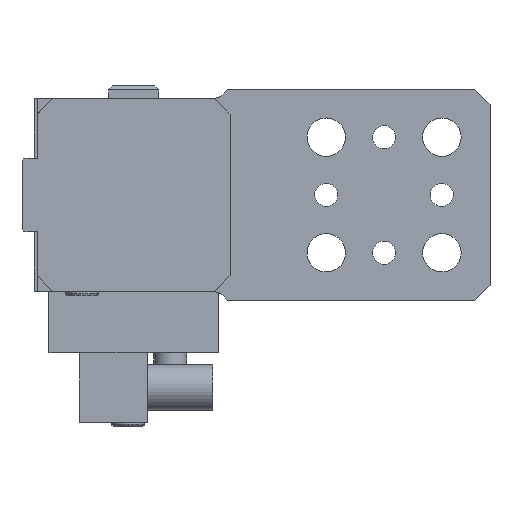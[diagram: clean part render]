
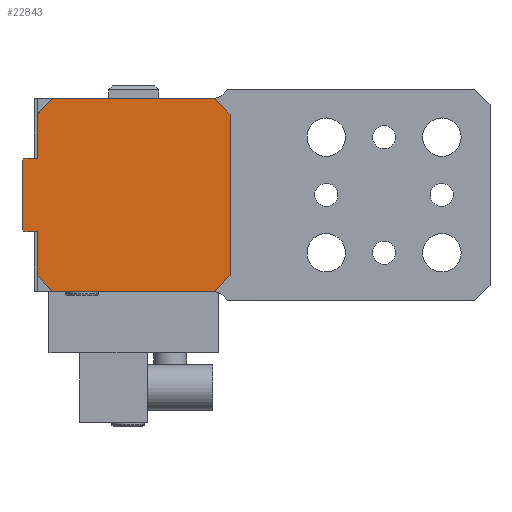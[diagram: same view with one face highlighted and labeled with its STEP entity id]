
A CAD part, left-side view. The second image highlights one B-rep face of the part: STEP entity #22843.
In plain terms, the highlighted planar face has unit normal (-1, 0, 0).
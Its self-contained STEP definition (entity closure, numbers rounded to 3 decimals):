
#22750=AXIS2_PLACEMENT_3D('Plane Axis2P3D',#22747,#22748,#22749) ;
#22507=CARTESIAN_POINT('Vertex',(-118.,44.,9.)) ;
#22523=CARTESIAN_POINT('Vertex',(-118.,44.,-9.)) ;
#22526=CARTESIAN_POINT('Line Origine',(-118.,44.,0.)) ;
#22579=CARTESIAN_POINT('Line Origine',(-118.,43.75,9.25)) ;
#22583=CARTESIAN_POINT('Vertex',(-118.,43.5,9.5)) ;
#22725=CARTESIAN_POINT('Vertex',(-118.,43.5,-9.5)) ;
#22728=CARTESIAN_POINT('Line Origine',(-118.,43.75,-9.25)) ;
#22747=CARTESIAN_POINT('Axis2P3D Location',(-118.,15.,0.)) ;
#22752=CARTESIAN_POINT('Line Origine',(-118.,41.75,-9.5)) ;
#22756=CARTESIAN_POINT('Vertex',(-118.,40.,-9.5)) ;
#22759=CARTESIAN_POINT('Line Origine',(-118.,40.,-15.25)) ;
#22763=CARTESIAN_POINT('Vertex',(-118.,40.,-21.)) ;
#22766=CARTESIAN_POINT('Line Origine',(-118.,38.,-23.)) ;
#22770=CARTESIAN_POINT('Vertex',(-118.,36.,-25.)) ;
#22773=CARTESIAN_POINT('Line Origine',(-118.,15.,-25.)) ;
#22777=CARTESIAN_POINT('Vertex',(-118.,-6.,-25.)) ;
#22780=CARTESIAN_POINT('Line Origine',(-118.,-8.,-23.)) ;
#22784=CARTESIAN_POINT('Vertex',(-118.,-10.,-21.)) ;
#22787=CARTESIAN_POINT('Line Origine',(-118.,-10.,0.)) ;
#22791=CARTESIAN_POINT('Vertex',(-118.,-10.,21.)) ;
#22794=CARTESIAN_POINT('Line Origine',(-118.,-8.,23.)) ;
#22798=CARTESIAN_POINT('Vertex',(-118.,-6.,25.)) ;
#22801=CARTESIAN_POINT('Line Origine',(-118.,15.,25.)) ;
#22805=CARTESIAN_POINT('Vertex',(-118.,36.,25.)) ;
#22808=CARTESIAN_POINT('Line Origine',(-118.,38.,23.)) ;
#22812=CARTESIAN_POINT('Vertex',(-118.,40.,21.)) ;
#22815=CARTESIAN_POINT('Line Origine',(-118.,40.,15.25)) ;
#22819=CARTESIAN_POINT('Vertex',(-118.,40.,9.5)) ;
#22822=CARTESIAN_POINT('Line Origine',(-118.,41.75,9.5)) ;
#22527=DIRECTION('Vector Direction',(0.,0.,-1.)) ;
#22580=DIRECTION('Vector Direction',(0.,-0.707,0.707)) ;
#22729=DIRECTION('Vector Direction',(0.,-0.707,-0.707)) ;
#22748=DIRECTION('Axis2P3D Direction',(-1.,0.,0.)) ;
#22749=DIRECTION('Axis2P3D XDirection',(0.,-1.,0.)) ;
#22753=DIRECTION('Vector Direction',(0.,1.,0.)) ;
#22760=DIRECTION('Vector Direction',(0.,0.,1.)) ;
#22767=DIRECTION('Vector Direction',(0.,-0.707,-0.707)) ;
#22774=DIRECTION('Vector Direction',(0.,1.,0.)) ;
#22781=DIRECTION('Vector Direction',(0.,0.707,-0.707)) ;
#22788=DIRECTION('Vector Direction',(0.,0.,-1.)) ;
#22795=DIRECTION('Vector Direction',(0.,-0.707,-0.707)) ;
#22802=DIRECTION('Vector Direction',(0.,-1.,0.)) ;
#22809=DIRECTION('Vector Direction',(0.,0.707,-0.707)) ;
#22816=DIRECTION('Vector Direction',(0.,0.,1.)) ;
#22823=DIRECTION('Vector Direction',(0.,-1.,0.)) ;
#22528=VECTOR('Line Direction',#22527,1.) ;
#22581=VECTOR('Line Direction',#22580,1.) ;
#22730=VECTOR('Line Direction',#22729,1.) ;
#22754=VECTOR('Line Direction',#22753,1.) ;
#22761=VECTOR('Line Direction',#22760,1.) ;
#22768=VECTOR('Line Direction',#22767,1.) ;
#22775=VECTOR('Line Direction',#22774,1.) ;
#22782=VECTOR('Line Direction',#22781,1.) ;
#22789=VECTOR('Line Direction',#22788,1.) ;
#22796=VECTOR('Line Direction',#22795,1.) ;
#22803=VECTOR('Line Direction',#22802,1.) ;
#22810=VECTOR('Line Direction',#22809,1.) ;
#22817=VECTOR('Line Direction',#22816,1.) ;
#22824=VECTOR('Line Direction',#22823,1.) ;
#22828=ORIENTED_EDGE('',*,*,#22530,.T.) ;
#22829=ORIENTED_EDGE('',*,*,#22732,.F.) ;
#22830=ORIENTED_EDGE('',*,*,#22758,.T.) ;
#22831=ORIENTED_EDGE('',*,*,#22765,.T.) ;
#22832=ORIENTED_EDGE('',*,*,#22772,.F.) ;
#22833=ORIENTED_EDGE('',*,*,#22779,.T.) ;
#22834=ORIENTED_EDGE('',*,*,#22786,.F.) ;
#22835=ORIENTED_EDGE('',*,*,#22793,.T.) ;
#22836=ORIENTED_EDGE('',*,*,#22800,.F.) ;
#22837=ORIENTED_EDGE('',*,*,#22807,.T.) ;
#22838=ORIENTED_EDGE('',*,*,#22814,.F.) ;
#22839=ORIENTED_EDGE('',*,*,#22821,.T.) ;
#22840=ORIENTED_EDGE('',*,*,#22826,.T.) ;
#22841=ORIENTED_EDGE('',*,*,#22585,.F.) ;
#22843=ADVANCED_FACE('ZYLINDER',(#22842),#22751,.T.) ;
#22530=EDGE_CURVE('',#22508,#22524,#22529,.T.) ;
#22585=EDGE_CURVE('',#22508,#22584,#22582,.T.) ;
#22732=EDGE_CURVE('',#22726,#22524,#22731,.F.) ;
#22758=EDGE_CURVE('',#22726,#22757,#22755,.F.) ;
#22765=EDGE_CURVE('',#22757,#22764,#22762,.F.) ;
#22772=EDGE_CURVE('',#22771,#22764,#22769,.F.) ;
#22779=EDGE_CURVE('',#22771,#22778,#22776,.F.) ;
#22786=EDGE_CURVE('',#22785,#22778,#22783,.T.) ;
#22793=EDGE_CURVE('',#22785,#22792,#22790,.F.) ;
#22800=EDGE_CURVE('',#22799,#22792,#22797,.T.) ;
#22807=EDGE_CURVE('',#22799,#22806,#22804,.F.) ;
#22814=EDGE_CURVE('',#22813,#22806,#22811,.F.) ;
#22821=EDGE_CURVE('',#22813,#22820,#22818,.F.) ;
#22826=EDGE_CURVE('',#22820,#22584,#22825,.F.) ;
#22827=EDGE_LOOP('',(#22828,#22829,#22830,#22831,#22832,#22833,#22834,#22835,#22836,#22837,#22838,#22839,#22840,#22841)) ;
#22842=FACE_OUTER_BOUND('',#22827,.T.) ;
#22529=LINE('Line',#22526,#22528) ;
#22582=LINE('Line',#22579,#22581) ;
#22731=LINE('Line',#22728,#22730) ;
#22755=LINE('Line',#22752,#22754) ;
#22762=LINE('Line',#22759,#22761) ;
#22769=LINE('Line',#22766,#22768) ;
#22776=LINE('Line',#22773,#22775) ;
#22783=LINE('Line',#22780,#22782) ;
#22790=LINE('Line',#22787,#22789) ;
#22797=LINE('Line',#22794,#22796) ;
#22804=LINE('Line',#22801,#22803) ;
#22811=LINE('Line',#22808,#22810) ;
#22818=LINE('Line',#22815,#22817) ;
#22825=LINE('Line',#22822,#22824) ;
#22751=PLANE('Plane',#22750) ;
#22508=VERTEX_POINT('',#22507) ;
#22524=VERTEX_POINT('',#22523) ;
#22584=VERTEX_POINT('',#22583) ;
#22726=VERTEX_POINT('',#22725) ;
#22757=VERTEX_POINT('',#22756) ;
#22764=VERTEX_POINT('',#22763) ;
#22771=VERTEX_POINT('',#22770) ;
#22778=VERTEX_POINT('',#22777) ;
#22785=VERTEX_POINT('',#22784) ;
#22792=VERTEX_POINT('',#22791) ;
#22799=VERTEX_POINT('',#22798) ;
#22806=VERTEX_POINT('',#22805) ;
#22813=VERTEX_POINT('',#22812) ;
#22820=VERTEX_POINT('',#22819) ;
